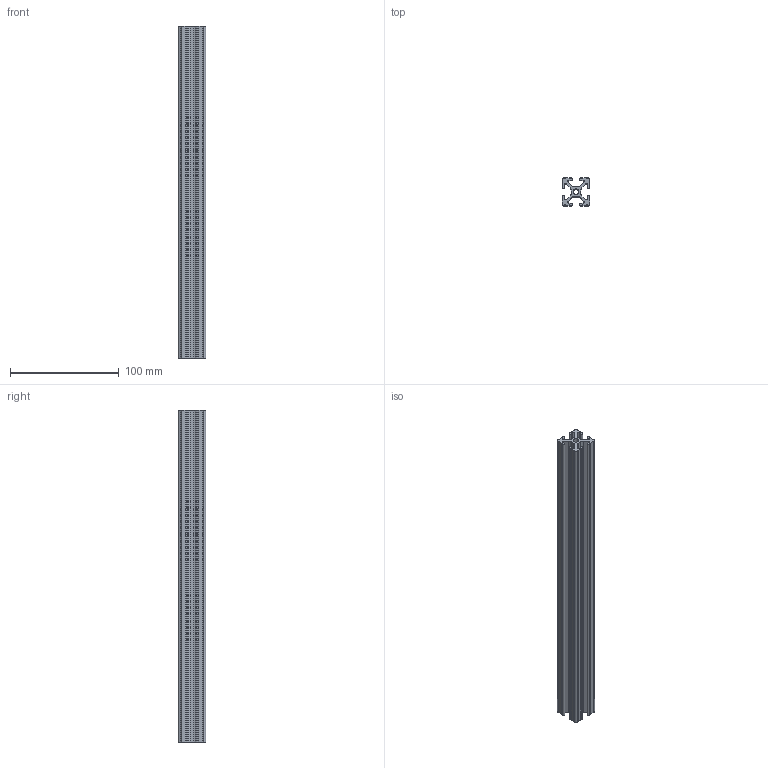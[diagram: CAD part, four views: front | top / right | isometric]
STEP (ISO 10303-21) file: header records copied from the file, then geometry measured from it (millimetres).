
FILE_DESCRIPTION( ( 'STEP AP214' ), ' ' );
FILE_NAME( '1010-12-CL.stp', '2017-11-10T19:17:38', ( '' ), ( '' ), ' ', 'PARTsolutions', ' ' );
FILE_SCHEMA( ( 'AUTOMOTIVE_DESIGN { 1 0 10303 214 1 1 1 1 }' ) );
Length unit declared in the file: inch
Products named in the file (1): _1010-12-CL
Bounding box: 25.4 x 25.4 x 304.8 mm (x, y, z)
Volume: 85243.1 mm3; surface area: 68654.7 mm2
Topology: 1 solids, 1 shells, 83 faces, 243 edges, 162 vertices
Faces by surface type: cylinder 45, plane 38
Full cylindrical faces by diameter (mm): 5.207 x1
Entity records: 3466 total; most frequent: DIRECTION 500, CARTESIAN_POINT 488, ORIENTED_EDGE 484, EDGE_CURVE 242, AXIS2_PLACEMENT_3D 174, VERTEX_POINT 162, LINE 152, VECTOR 152
